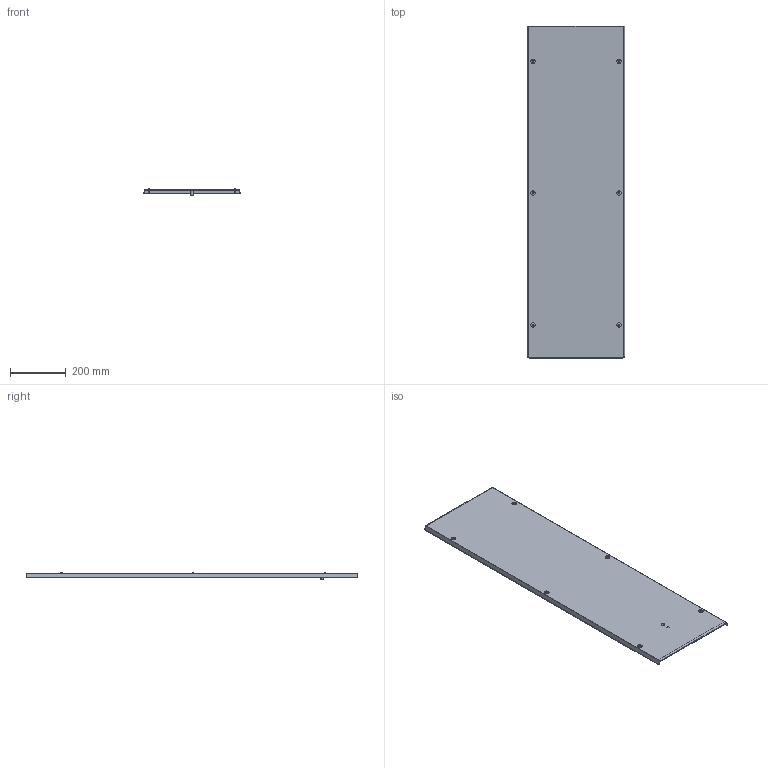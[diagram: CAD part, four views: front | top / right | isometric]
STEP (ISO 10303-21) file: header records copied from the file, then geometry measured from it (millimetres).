
FILE_DESCRIPTION (( 'STEP AP214' ), '1' );
FILE_NAME ('0376-7012-40-61.step', '2022-07-13T11:09:06', ( '' ), ( '' ), 'SwSTEP 2.0', 'SolidWorks 2019', '' );
FILE_SCHEMA (( 'AUTOMOTIVE_DESIGN' ));
Length unit declared in the file: millimetre
Products named in the file (1): 0376-7012-40-61
Bounding box: 349.88 x 1196.05 x 22.5 mm (x, y, z)
Volume: 683776.8 mm3; surface area: 913583 mm2
Topology: 7 solids, 7 shells, 177 faces, 374 edges, 244 vertices
Faces by surface type: plane 77, cylinder 52, cone 36, bspline 12
Entity records: 5512 total; most frequent: CARTESIAN_POINT 1204, DIRECTION 838, ORIENTED_EDGE 748, EDGE_CURVE 374, AXIS2_PLACEMENT_3D 326, VERTEX_POINT 244, EDGE_LOOP 222, LINE 186
